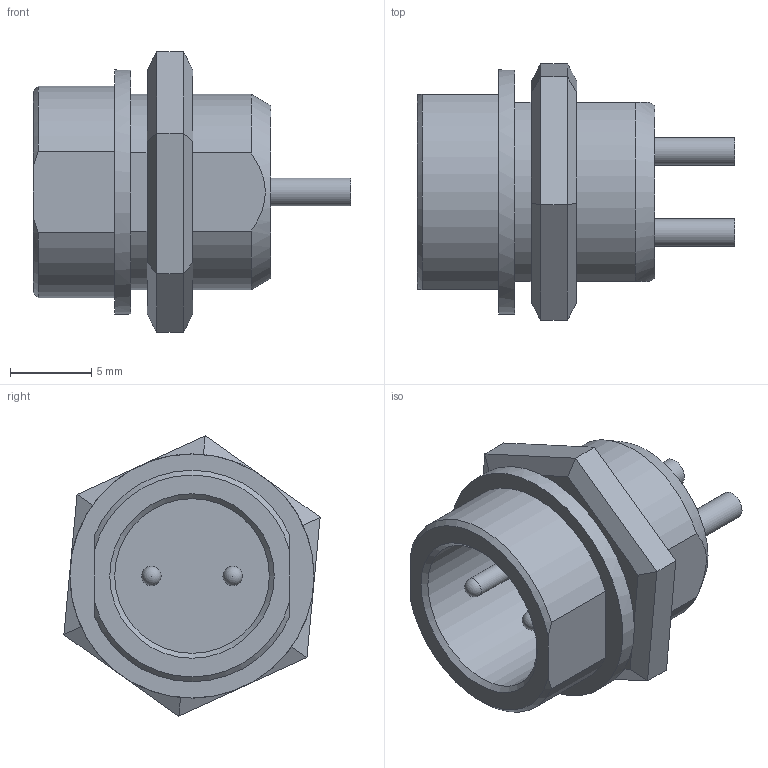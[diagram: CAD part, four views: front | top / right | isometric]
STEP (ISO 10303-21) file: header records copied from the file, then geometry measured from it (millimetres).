
FILE_DESCRIPTION(/* description */ (''),/* implementation_level */ '2;1');
FILE_NAME(/* name */ 'kls15-225-m12.stp',/* time_stamp */ '2019-07-16T16:53:45+03:00',/* author */ ('Boss'),/* organization */ (''),/* preprocessor_version */ 'ST-DEVELOPER v16.13',/* originating_system */ 'Autodesk Inventor 2018',/* authorisation */ '');
FILE_SCHEMA (('AUTOMOTIVE_DESIGN { 1 0 10303 214 3 1 1 }'));
Length unit declared in the file: millimetre
Products named in the file (5): kls15-225-m12; корпус разъема; каркас; kls_pin; гайка
Assembly tree (5 placements, depth 2):
  kls15-225-m12
    корпус разъема
    каркас
    kls_pin  x2
    гайка
Bounding box: 19.5 x 15.74 x 17.24 mm (x, y, z)
Volume: 1412.5 mm3; surface area: 2160.5 mm2
Topology: 5 solids, 5 shells, 66 faces, 137 edges, 86 vertices
Faces by surface type: plane 37, cylinder 19, cone 8, sphere 2
Full cylindrical faces by diameter (mm): 1 x2, 1.2 x4, 1.7 x4, 9.5 x1, 10 x2, 11.2 x1, 15 x1
Entity records: 1624 total; most frequent: DIRECTION 270, CARTESIAN_POINT 253, ORIENTED_EDGE 200, AXIS2_PLACEMENT_3D 107, EDGE_CURVE 100, EDGE_LOOP 90, VERTEX_POINT 72, FACE_OUTER_BOUND 59
